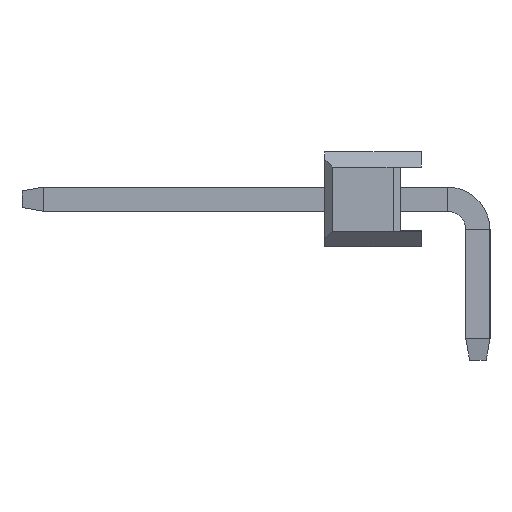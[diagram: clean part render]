
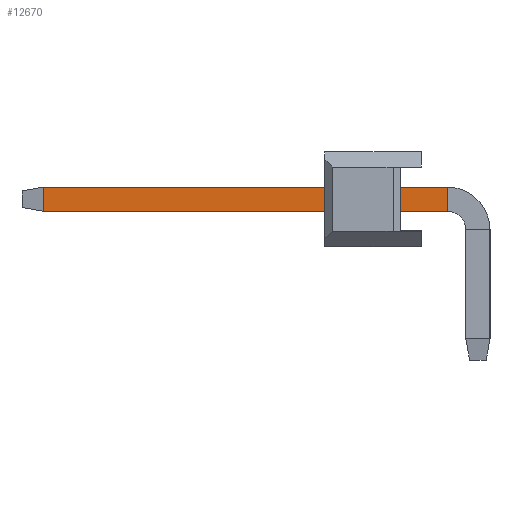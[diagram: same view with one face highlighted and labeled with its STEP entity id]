
A CAD part, left-side view. The second image highlights one B-rep face of the part: STEP entity #12670.
In plain terms, the highlighted planar face has unit normal (-1, 0, 0).
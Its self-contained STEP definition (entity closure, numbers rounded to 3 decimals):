
#579 = DIRECTION ( 'NONE',  ( 0., 0., 1. ) ) ;
#848 = CARTESIAN_POINT ( 'NONE',  ( -51.12, 9.973, -0.32 ) ) ;
#1657 = PLANE ( 'NONE',  #23820 ) ;
#2068 = CARTESIAN_POINT ( 'NONE',  ( -51.12, -0.7, 0.32 ) ) ;
#3069 = VERTEX_POINT ( 'NONE', #26458 ) ;
#4148 = VECTOR ( 'NONE', #26943, 1000. ) ;
#4502 = DIRECTION ( 'NONE',  ( 0., -1., 0. ) ) ;
#6131 = EDGE_CURVE ( 'NONE', #7901, #11275, #11547, .T. ) ;
#6703 = EDGE_LOOP ( 'NONE', ( #24591, #26215, #7036, #20602 ) ) ;
#6822 = VERTEX_POINT ( 'NONE', #13348 ) ;
#7036 = ORIENTED_EDGE ( 'NONE', *, *, #8540, .T. ) ;
#7901 = VERTEX_POINT ( 'NONE', #14595 ) ;
#8540 = EDGE_CURVE ( 'NONE', #3069, #7901, #9523, .T. ) ;
#9523 = LINE ( 'NONE', #18277, #4148 ) ;
#9678 = DIRECTION ( 'NONE',  ( 0., 0., -1. ) ) ;
#10484 = CARTESIAN_POINT ( 'NONE',  ( -51.12, 10.54, 0.32 ) ) ;
#11275 = VERTEX_POINT ( 'NONE', #2068 ) ;
#11547 = LINE ( 'NONE', #20307, #14668 ) ;
#12670 = ADVANCED_FACE ( 'NONE', ( #21375 ), #1657, .F. ) ;
#13348 = CARTESIAN_POINT ( 'NONE',  ( -51.12, 9.973, 0.32 ) ) ;
#14595 = CARTESIAN_POINT ( 'NONE',  ( -51.12, -0.7, -0.32 ) ) ;
#14668 = VECTOR ( 'NONE', #579, 1000. ) ;
#15369 = VECTOR ( 'NONE', #4502, 1000. ) ;
#15447 = LINE ( 'NONE', #24177, #15369 ) ;
#18277 = CARTESIAN_POINT ( 'NONE',  ( -51.12, 10.54, -0.32 ) ) ;
#19240 = DIRECTION ( 'NONE',  ( 1., 0., 0. ) ) ;
#20307 = CARTESIAN_POINT ( 'NONE',  ( -51.12, -0.7, 0.32 ) ) ;
#20582 = LINE ( 'NONE', #848, #20938 ) ;
#20602 = ORIENTED_EDGE ( 'NONE', *, *, #6131, .T. ) ;
#20938 = VECTOR ( 'NONE', #9678, 1000. ) ;
#21085 = EDGE_CURVE ( 'NONE', #6822, #3069, #20582, .T. ) ;
#21375 = FACE_OUTER_BOUND ( 'NONE', #6703, .T. ) ;
#23820 = AXIS2_PLACEMENT_3D ( 'NONE', #10484, #19240, #27899 ) ;
#24177 = CARTESIAN_POINT ( 'NONE',  ( -51.12, 10.54, 0.32 ) ) ;
#24591 = ORIENTED_EDGE ( 'NONE', *, *, #26265, .F. ) ;
#26215 = ORIENTED_EDGE ( 'NONE', *, *, #21085, .T. ) ;
#26265 = EDGE_CURVE ( 'NONE', #6822, #11275, #15447, .T. ) ;
#26458 = CARTESIAN_POINT ( 'NONE',  ( -51.12, 9.973, -0.32 ) ) ;
#26943 = DIRECTION ( 'NONE',  ( 0., -1., 0. ) ) ;
#27899 = DIRECTION ( 'NONE',  ( 0., 0., -1. ) ) ;
